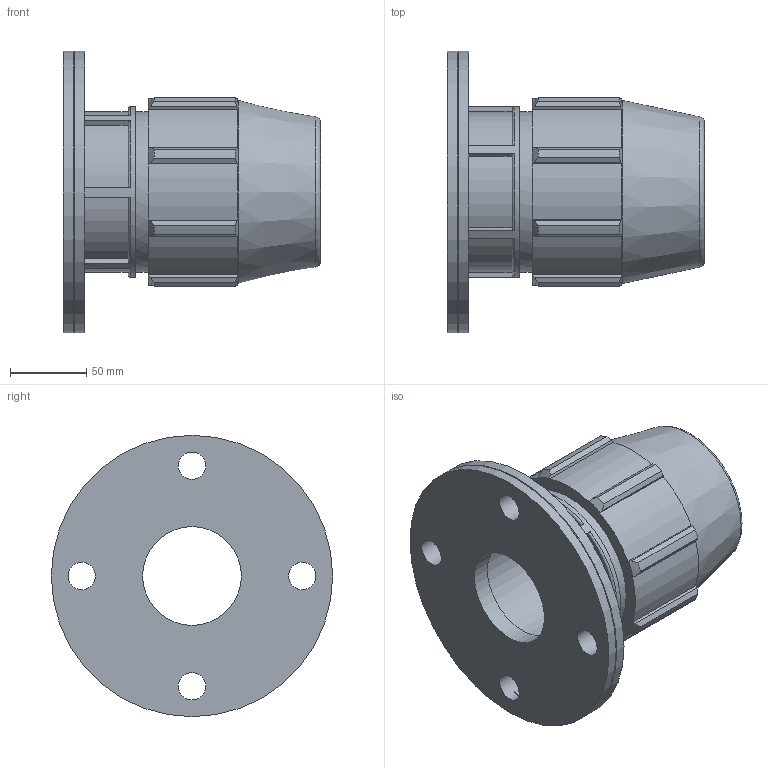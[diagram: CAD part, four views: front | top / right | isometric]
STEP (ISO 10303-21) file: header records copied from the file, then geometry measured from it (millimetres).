
FILE_DESCRIPTION(/* description */ ('PLASSON COMPRESSION FLANGE ADAPTOR 75-2.1/2"'),/* implementation_level */ '2;1');
FILE_NAME(/* name */ '872200075025_182200075025.ipt.stp',/* time_stamp */ '2017-06-08T04:12:38+03:00',/* author */ ('KIM'),/* organization */ (''),/* preprocessor_version */ 'ST-DEVELOPER v15.6',/* originating_system */ 'Autodesk Inventor 2015',/* authorisation */ '');
FILE_SCHEMA (('AUTOMOTIVE_DESIGN { 1 0 10303 214 3 1 1 }'));
Length unit declared in the file: millimetre
Products named in the file (1): 872200075025_182200075025
Bounding box: 169 x 185 x 185 mm (x, y, z)
Volume: 1202112.6 mm3; surface area: 166759.8 mm2
Topology: 1 solids, 1 shells, 116 faces, 318 edges, 210 vertices
Faces by surface type: plane 58, cylinder 33, cone 18, torus 7
Full cylindrical faces by diameter (mm): 18 x4, 65 x1, 75 x1, 105.6 x1, 112.2 x1, 116.825 x1, 185 x2
Entity records: 3810 total; most frequent: CARTESIAN_POINT 807, ORIENTED_EDGE 598, DIRECTION 585, EDGE_CURVE 298, AXIS2_PLACEMENT_3D 220, VERTEX_POINT 208, EDGE_LOOP 153, LINE 145
